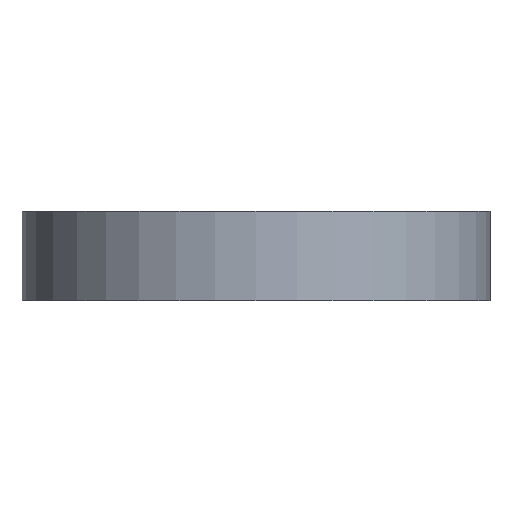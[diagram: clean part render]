
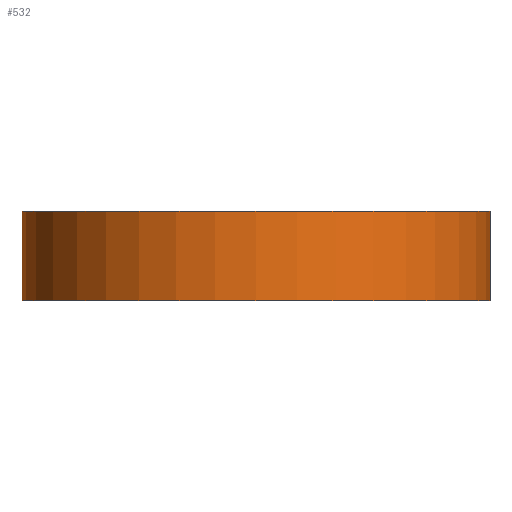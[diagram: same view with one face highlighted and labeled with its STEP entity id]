
A CAD part, left-side view. The second image highlights one B-rep face of the part: STEP entity #532.
In plain terms, the highlighted cylindrical face has radius 34 mm (diameter 68 mm), a partial arc.
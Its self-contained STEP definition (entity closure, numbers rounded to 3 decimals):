
#95=FACE_OUTER_BOUND('',#140,.T.);
#140=EDGE_LOOP('',(#473,#474,#475,#476));
#169=LINE('',#931,#200);
#174=LINE('',#942,#205);
#200=VECTOR('',#779,10.);
#205=VECTOR('',#790,10.);
#236=CIRCLE('',#600,34.);
#241=CIRCLE('',#611,34.);
#272=VERTEX_POINT('',#913);
#273=VERTEX_POINT('',#914);
#278=VERTEX_POINT('',#930);
#281=VERTEX_POINT('',#940);
#333=EDGE_CURVE('',#272,#273,#236,.T.);
#341=EDGE_CURVE('',#278,#273,#169,.T.);
#347=EDGE_CURVE('',#272,#281,#174,.T.);
#348=EDGE_CURVE('',#278,#281,#241,.T.);
#473=ORIENTED_EDGE('',*,*,#347,.T.);
#474=ORIENTED_EDGE('',*,*,#348,.F.);
#475=ORIENTED_EDGE('',*,*,#341,.T.);
#476=ORIENTED_EDGE('',*,*,#333,.F.);
#495=CYLINDRICAL_SURFACE('',#610,34.);
#532=ADVANCED_FACE('',(#95),#495,.T.);
#600=AXIS2_PLACEMENT_3D('',#915,#761,#762);
#610=AXIS2_PLACEMENT_3D('',#943,#791,#792);
#611=AXIS2_PLACEMENT_3D('',#944,#793,#794);
#761=DIRECTION('center_axis',(0.,0.,-1.));
#762=DIRECTION('ref_axis',(0.,-1.,0.));
#779=DIRECTION('',(0.,0.,-1.));
#790=DIRECTION('',(0.,0.,1.));
#791=DIRECTION('center_axis',(0.,0.,1.));
#792=DIRECTION('ref_axis',(0.,1.,0.));
#793=DIRECTION('center_axis',(0.,0.,1.));
#794=DIRECTION('ref_axis',(0.,1.,0.));
#913=CARTESIAN_POINT('',(-35.,-34.,-3.));
#914=CARTESIAN_POINT('',(-35.,34.,-3.));
#915=CARTESIAN_POINT('Origin',(-35.,0.,-3.));
#930=CARTESIAN_POINT('',(-35.,34.,10.));
#931=CARTESIAN_POINT('',(-35.,34.,0.));
#940=CARTESIAN_POINT('',(-35.,-34.,10.));
#942=CARTESIAN_POINT('',(-35.,-34.,0.));
#943=CARTESIAN_POINT('Origin',(-35.,0.,0.));
#944=CARTESIAN_POINT('Origin',(-35.,0.,10.));
